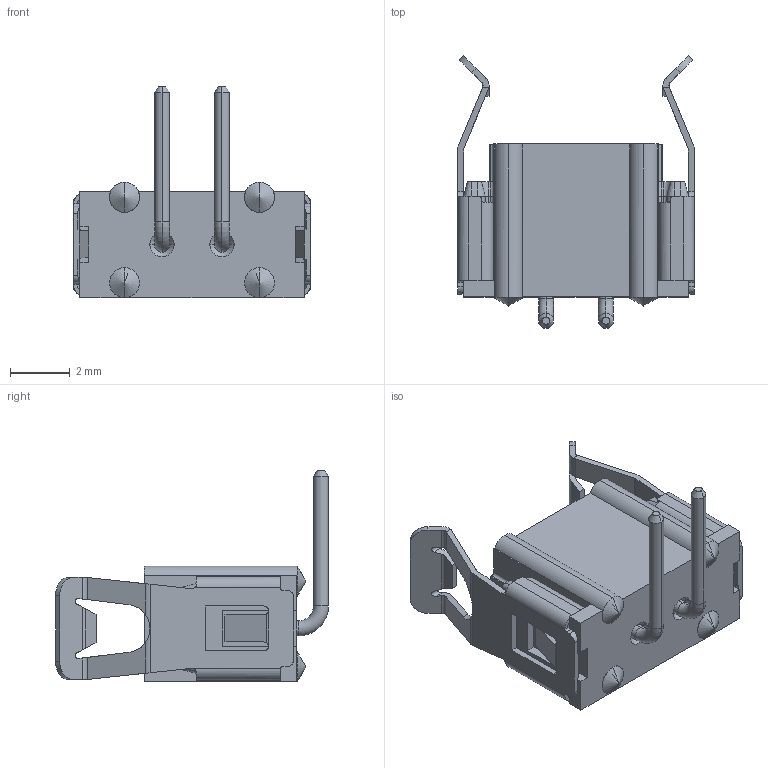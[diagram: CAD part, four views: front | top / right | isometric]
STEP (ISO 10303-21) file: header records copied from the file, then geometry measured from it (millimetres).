
FILE_DESCRIPTION((''),'2;1');
FILE_NAME('M80-8760222_ASM','2011-09-06T',('wbourne'),(''),'PRO/ENGINEER BY PARAMETRIC TECHNOLOGY CORPORATION, 2010280','PRO/ENGINEER BY PARAMETRIC TECHNOLOGY CORPORATION, 2010280','');
FILE_SCHEMA(('CONFIG_CONTROL_DESIGN','SHAPE_APPEARANCE_LAYERS_GROUPS'));
Length unit declared in the file: millimetre
Products named in the file (5): M80-1000298; M80-878-PIN; M80-8780222_ASM; M80-001XXXX; M80-8760222_ASM
Assembly tree (6 placements, depth 3):
  M80-8760222_ASM
    M80-8780222_ASM
      M80-1000298
      M80-878-PIN  x2
    M80-001XXXX  x2
Bounding box: 7.9 x 9.1 x 7.05 mm (x, y, z)
Volume: 100.7 mm3; surface area: 391 mm2
Topology: 5 solids, 5 shells, 379 faces, 994 edges, 618 vertices
Faces by surface type: plane 207, cylinder 120, cone 40, bspline 8, torus 4
Entity records: 10261 total; most frequent: CARTESIAN_POINT 1801, ORIENTED_EDGE 1322, DIRECTION 1283, PRESENTATION_STYLE_ASSIGNMENT 671, STYLED_ITEM 664, CURVE_STYLE 661, EDGE_CURVE 661, VECTOR 451
